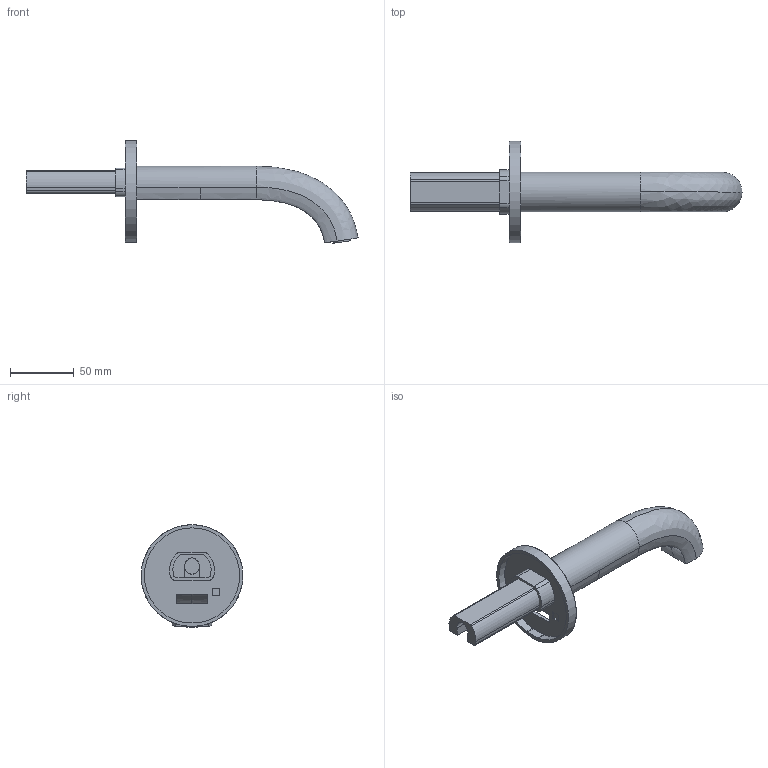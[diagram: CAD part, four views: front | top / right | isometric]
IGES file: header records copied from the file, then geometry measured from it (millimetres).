
Global section: file name: 116263; native system: Autodesk Inventor 2014; preprocessor: unknown; author: seihe2; date: 20170713.092934; units: millimetre
Bounding box: 261.1 x 80 x 80.71 mm (x, y, z)
Volume: 143350.7 mm3; surface area: 54296.4 mm2
Topology: 4 solids, 4 shells, 569 faces, 1573 edges, 1017 vertices
Faces by surface type: plane 380, cylinder 71, revolution 53, bspline 38, cone 27
Full cylindrical faces by diameter (mm): 80 x1
